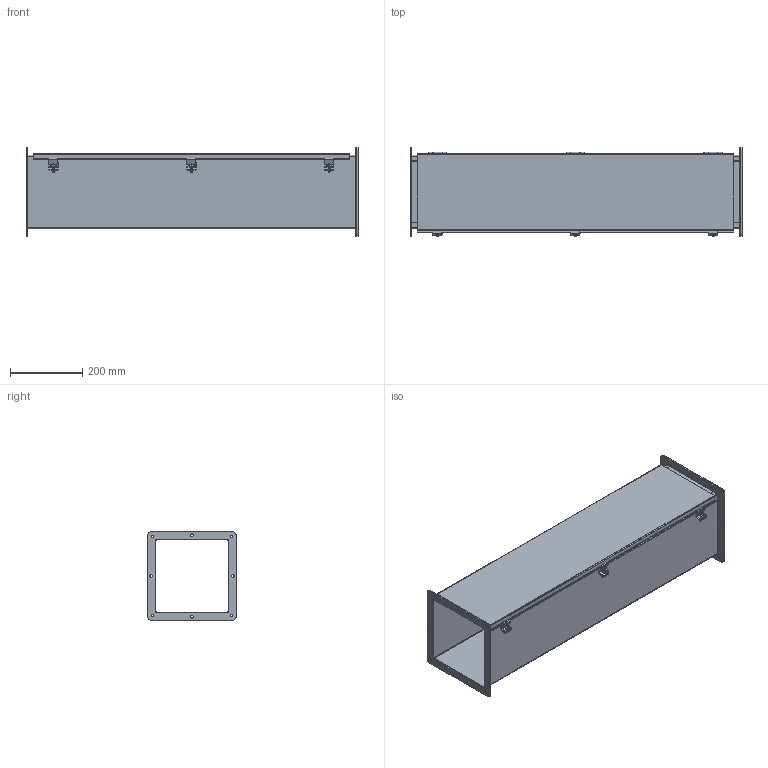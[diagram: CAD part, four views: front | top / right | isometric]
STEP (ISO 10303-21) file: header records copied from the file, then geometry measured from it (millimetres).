
FILE_DESCRIPTION (( 'STEP AP203' ), '1' );
FILE_NAME ('1487E36.step', '2024-04-25T14:39:36', ( '' ), ( '' ), 'SwSTEP 2.0', 'SolidWorks 2023', '' );
FILE_SCHEMA (( 'CONFIG_CONTROL_DESIGN' ));
Length unit declared in the file: inch
Products named in the file (1): 1487E36
Bounding box: 917.58 x 244.63 x 244.47 mm (x, y, z)
Volume: 1671586.9 mm3; surface area: 1777465.4 mm2
Topology: 25 solids, 25 shells, 560 faces, 1467 edges, 960 vertices
Faces by surface type: plane 299, cylinder 204, bspline 39, cone 18
Entity records: 19132 total; most frequent: CARTESIAN_POINT 5133, ORIENTED_EDGE 2910, DIRECTION 2856, EDGE_CURVE 1455, AXIS2_PLACEMENT_3D 975, VERTEX_POINT 960, VECTOR 906, LINE 906
